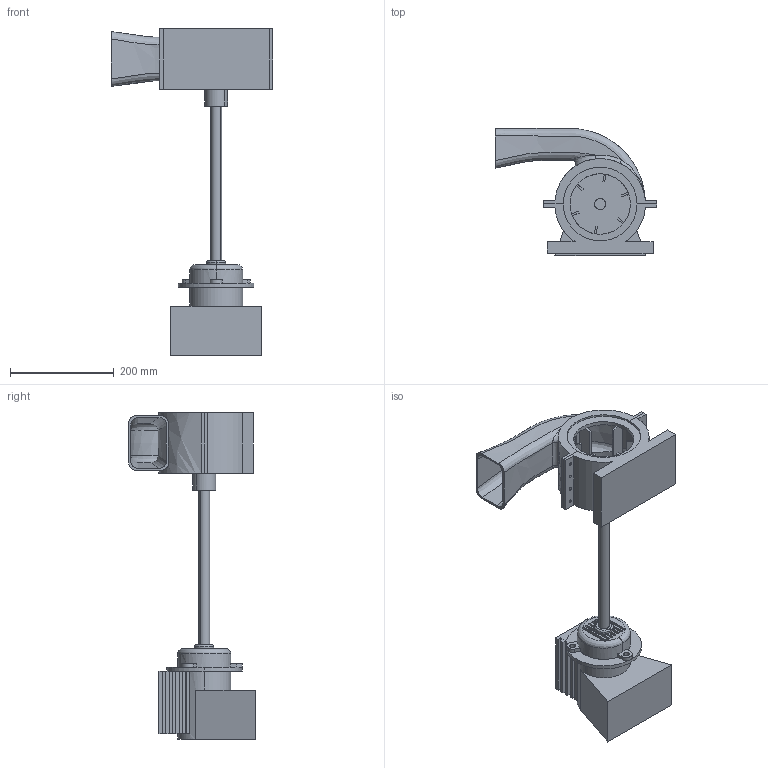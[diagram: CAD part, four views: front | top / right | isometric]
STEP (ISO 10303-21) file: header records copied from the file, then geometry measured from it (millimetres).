
FILE_DESCRIPTION(('FreeCAD Model'),'2;1');
FILE_NAME('Open CASCADE Shape Model','2025-05-08T02:56:20',('FreeCAD'),( 'FreeCAD'),'Open CASCADE STEP processor 7.6','FreeCAD','Unknown');
FILE_SCHEMA(('AUTOMOTIVE_DESIGN { 1 0 10303 214 1 1 1 1 }'));
Length unit declared in the file: millimetre
Products named in the file (1): Open CASCADE STEP translator 7.6 1
Bounding box: 311.46 x 243.78 x 628.74 mm (x, y, z)
Volume: 3219460.8 mm3; surface area: 735121.6 mm2
Topology: 7 solids, 7 shells, 306 faces, 888 edges, 576 vertices
Faces by surface type: bspline 306
Entity records: 14551 total; most frequent: CARTESIAN_POINT 9492, ORIENTED_EDGE 1776, EDGE_CURVE 888, VERTEX_POINT 576, B_SPLINE_CURVE_WITH_KNOTS 572, FACE_BOUND 372, EDGE_LOOP 372, ADVANCED_FACE 306
